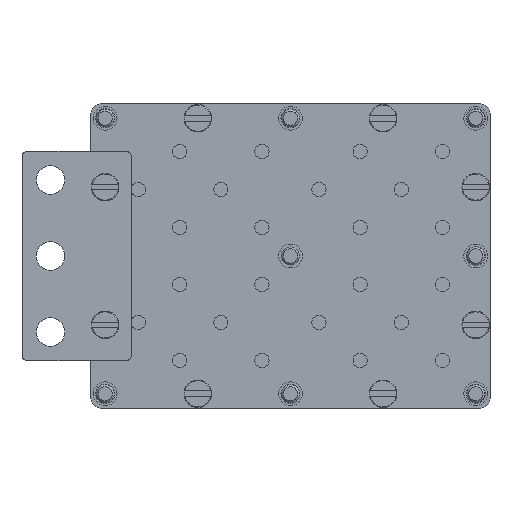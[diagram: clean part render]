
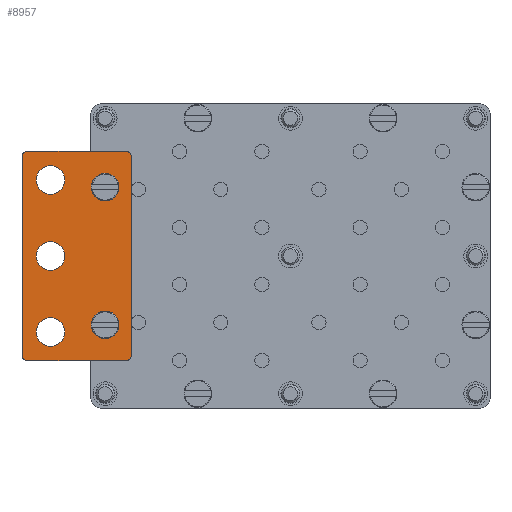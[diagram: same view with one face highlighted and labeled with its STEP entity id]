
A CAD part, front view. The second image highlights one B-rep face of the part: STEP entity #8957.
In plain terms, the highlighted planar face has unit normal (0, -1, 0).
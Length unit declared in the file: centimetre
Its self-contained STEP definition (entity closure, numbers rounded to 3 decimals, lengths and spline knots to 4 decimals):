
#495=FACE_BOUND('',#2415,.T.);
#496=FACE_BOUND('',#2416,.T.);
#497=FACE_BOUND('',#2417,.T.);
#498=FACE_BOUND('',#2418,.T.);
#499=FACE_BOUND('',#2419,.T.);
#964=PLANE('',#10065);
#1513=FACE_OUTER_BOUND('',#2414,.T.);
#2414=EDGE_LOOP('',(#8201,#8202,#8203,#8204,#8205,#8206,#8207,#8208));
#2415=EDGE_LOOP('',(#8209));
#2416=EDGE_LOOP('',(#8210));
#2417=EDGE_LOOP('',(#8211));
#2418=EDGE_LOOP('',(#8212));
#2419=EDGE_LOOP('',(#8213));
#2967=CIRCLE('',#10054,0.15);
#2969=CIRCLE('',#10057,0.15);
#2971=CIRCLE('',#10060,0.15);
#2972=CIRCLE('',#10062,0.05);
#2974=CIRCLE('',#10066,0.05);
#2975=CIRCLE('',#10067,0.05);
#2976=CIRCLE('',#10068,0.05);
#2977=CIRCLE('',#10069,0.1);
#2978=CIRCLE('',#10070,0.1);
#3493=LINE('',#15436,#4032);
#3496=LINE('',#15442,#4035);
#3497=LINE('',#15446,#4036);
#3498=LINE('',#15450,#4037);
#4032=VECTOR('',#12734,1.);
#4035=VECTOR('',#12739,1.);
#4036=VECTOR('',#12742,1.);
#4037=VECTOR('',#12745,1.);
#4848=VERTEX_POINT('',#15413);
#4850=VERTEX_POINT('',#15418);
#4852=VERTEX_POINT('',#15423);
#4853=VERTEX_POINT('',#15426);
#4854=VERTEX_POINT('',#15427);
#4857=VERTEX_POINT('',#15435);
#4859=VERTEX_POINT('',#15441);
#4860=VERTEX_POINT('',#15443);
#4861=VERTEX_POINT('',#15445);
#4862=VERTEX_POINT('',#15447);
#4863=VERTEX_POINT('',#15449);
#4864=VERTEX_POINT('',#15452);
#4865=VERTEX_POINT('',#15454);
#5970=EDGE_CURVE('',#4848,#4848,#2967,.T.);
#5972=EDGE_CURVE('',#4850,#4850,#2969,.T.);
#5974=EDGE_CURVE('',#4852,#4852,#2971,.T.);
#5975=EDGE_CURVE('',#4853,#4854,#2972,.T.);
#5979=EDGE_CURVE('',#4854,#4857,#3493,.T.);
#5982=EDGE_CURVE('',#4853,#4859,#3496,.T.);
#5983=EDGE_CURVE('',#4860,#4859,#2974,.T.);
#5984=EDGE_CURVE('',#4860,#4861,#3497,.T.);
#5985=EDGE_CURVE('',#4862,#4861,#2975,.T.);
#5986=EDGE_CURVE('',#4863,#4862,#3498,.T.);
#5987=EDGE_CURVE('',#4857,#4863,#2976,.T.);
#5988=EDGE_CURVE('',#4864,#4864,#2977,.T.);
#5989=EDGE_CURVE('',#4865,#4865,#2978,.T.);
#8201=ORIENTED_EDGE('',*,*,#5975,.F.);
#8202=ORIENTED_EDGE('',*,*,#5982,.T.);
#8203=ORIENTED_EDGE('',*,*,#5983,.F.);
#8204=ORIENTED_EDGE('',*,*,#5984,.T.);
#8205=ORIENTED_EDGE('',*,*,#5985,.F.);
#8206=ORIENTED_EDGE('',*,*,#5986,.F.);
#8207=ORIENTED_EDGE('',*,*,#5987,.F.);
#8208=ORIENTED_EDGE('',*,*,#5979,.F.);
#8209=ORIENTED_EDGE('',*,*,#5970,.T.);
#8210=ORIENTED_EDGE('',*,*,#5972,.T.);
#8211=ORIENTED_EDGE('',*,*,#5974,.T.);
#8212=ORIENTED_EDGE('',*,*,#5988,.T.);
#8213=ORIENTED_EDGE('',*,*,#5989,.T.);
#8957=ADVANCED_FACE('',(#1513,#495,#496,#497,#498,#499),#964,.T.);
#10054=AXIS2_PLACEMENT_3D('',#15414,#12710,#12711);
#10057=AXIS2_PLACEMENT_3D('',#15419,#12716,#12717);
#10060=AXIS2_PLACEMENT_3D('',#15424,#12722,#12723);
#10062=AXIS2_PLACEMENT_3D('',#15428,#12726,#12727);
#10065=AXIS2_PLACEMENT_3D('',#15440,#12737,#12738);
#10066=AXIS2_PLACEMENT_3D('',#15444,#12740,#12741);
#10067=AXIS2_PLACEMENT_3D('',#15448,#12743,#12744);
#10068=AXIS2_PLACEMENT_3D('',#15451,#12746,#12747);
#10069=AXIS2_PLACEMENT_3D('',#15453,#12748,#12749);
#10070=AXIS2_PLACEMENT_3D('',#15455,#12750,#12751);
#12710=DIRECTION('center_axis',(0.,1.,0.));
#12711=DIRECTION('ref_axis',(0.,0.,-1.));
#12716=DIRECTION('center_axis',(0.,1.,0.));
#12717=DIRECTION('ref_axis',(0.,0.,-1.));
#12722=DIRECTION('center_axis',(0.,1.,0.));
#12723=DIRECTION('ref_axis',(0.,0.,-1.));
#12726=DIRECTION('center_axis',(0.,1.,0.));
#12727=DIRECTION('ref_axis',(0.707,0.,-0.707));
#12734=DIRECTION('',(-1.,0.,0.));
#12737=DIRECTION('center_axis',(0.,-1.,0.));
#12738=DIRECTION('ref_axis',(1.,0.,0.));
#12739=DIRECTION('',(0.,0.,1.));
#12740=DIRECTION('center_axis',(0.,1.,0.));
#12741=DIRECTION('ref_axis',(0.707,0.,0.707));
#12742=DIRECTION('',(-1.,0.,0.));
#12743=DIRECTION('center_axis',(0.,1.,0.));
#12744=DIRECTION('ref_axis',(-0.707,0.,0.707));
#12745=DIRECTION('',(0.,0.,1.));
#12746=DIRECTION('center_axis',(0.,1.,0.));
#12747=DIRECTION('ref_axis',(-0.707,0.,-0.707));
#12748=DIRECTION('center_axis',(0.,1.,0.));
#12749=DIRECTION('ref_axis',(1.,0.,0.));
#12750=DIRECTION('center_axis',(0.,1.,0.));
#12751=DIRECTION('ref_axis',(1.,0.,0.));
#15413=CARTESIAN_POINT('',(-0.425,-0.5,2.25));
#15414=CARTESIAN_POINT('Origin',(-0.425,-0.5,2.4));
#15418=CARTESIAN_POINT('',(-0.425,-0.5,0.65));
#15419=CARTESIAN_POINT('Origin',(-0.425,-0.5,0.8));
#15423=CARTESIAN_POINT('',(-0.425,-0.5,1.45));
#15424=CARTESIAN_POINT('Origin',(-0.425,-0.5,1.6));
#15426=CARTESIAN_POINT('',(0.425,-0.5,0.55));
#15427=CARTESIAN_POINT('',(0.375,-0.5,0.5));
#15428=CARTESIAN_POINT('Origin',(0.375,-0.5,0.55));
#15435=CARTESIAN_POINT('',(-0.675,-0.5,0.5));
#15436=CARTESIAN_POINT('',(-0.425,-0.5,0.5));
#15440=CARTESIAN_POINT('Origin',(0.,-0.5,1.6));
#15441=CARTESIAN_POINT('',(0.425,-0.5,2.65));
#15442=CARTESIAN_POINT('',(0.425,-0.5,2.7));
#15443=CARTESIAN_POINT('',(0.375,-0.5,2.7));
#15444=CARTESIAN_POINT('Origin',(0.375,-0.5,2.65));
#15445=CARTESIAN_POINT('',(-0.675,-0.5,2.7));
#15446=CARTESIAN_POINT('',(-0.425,-0.5,2.7));
#15447=CARTESIAN_POINT('',(-0.725,-0.5,2.65));
#15448=CARTESIAN_POINT('Origin',(-0.675,-0.5,2.65));
#15449=CARTESIAN_POINT('',(-0.725,-0.5,0.55));
#15450=CARTESIAN_POINT('',(-0.725,-0.5,0.5));
#15451=CARTESIAN_POINT('Origin',(-0.675,-0.5,0.55));
#15452=CARTESIAN_POINT('',(0.05,-0.5,2.325));
#15453=CARTESIAN_POINT('Origin',(0.15,-0.5,2.325));
#15454=CARTESIAN_POINT('',(0.05,-0.5,0.875));
#15455=CARTESIAN_POINT('Origin',(0.15,-0.5,0.875));
